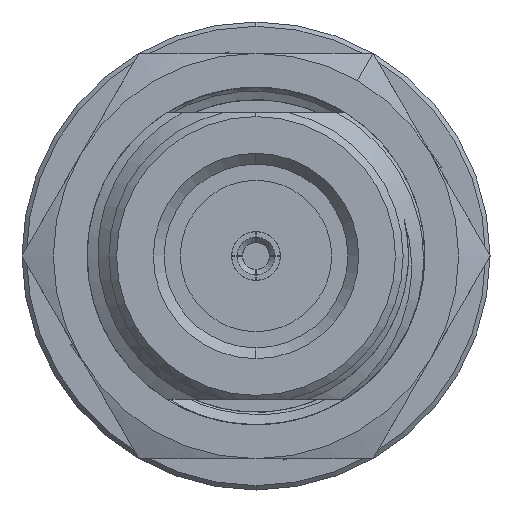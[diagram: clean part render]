
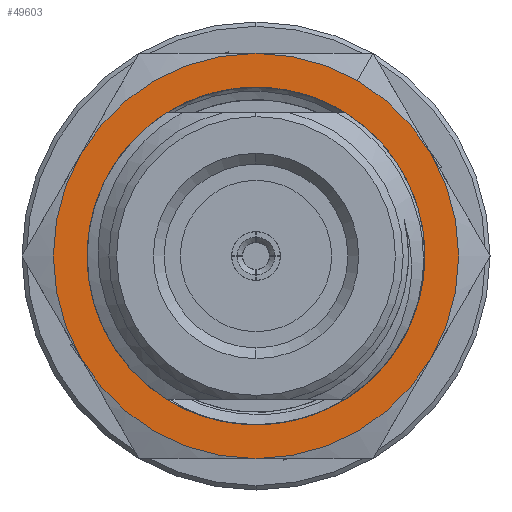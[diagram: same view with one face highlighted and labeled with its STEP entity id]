
A CAD part, left-side view. The second image highlights one B-rep face of the part: STEP entity #49603.
In plain terms, the highlighted planar face has unit normal (-1, 0, 0).
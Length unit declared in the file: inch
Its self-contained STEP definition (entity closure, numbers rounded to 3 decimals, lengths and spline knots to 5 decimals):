
#32 = FACE_BOUND ( 'NONE', #9494, .T. ) ;
#1240 = DIRECTION ( 'NONE',  ( 0., -0.5, 0.866 ) ) ;
#1927 = AXIS2_PLACEMENT_3D ( 'NONE', #8818, #5492, #13767 ) ;
#2087 = ORIENTED_EDGE ( 'NONE', *, *, #18989, .T. ) ;
#2195 = DIRECTION ( 'NONE',  ( 0., -0.5, 0.866 ) ) ;
#3737 = VERTEX_POINT ( 'NONE', #42433 ) ;
#4002 = VERTEX_POINT ( 'NONE', #32614 ) ;
#4685 = CARTESIAN_POINT ( 'NONE',  ( 0.50314, 0., 0. ) ) ;
#5274 = CIRCLE ( 'NONE', #48457, 0.3125 ) ;
#5492 = DIRECTION ( 'NONE',  ( -1., 0., 0. ) ) ;
#5807 = CARTESIAN_POINT ( 'NONE',  ( 0.50314, 0.32476, -0.1875 ) ) ;
#6470 = CARTESIAN_POINT ( 'NONE',  ( 0.50314, -0.32476, -0.1875 ) ) ;
#7029 = EDGE_CURVE ( 'NONE', #33785, #31569, #13273, .T. ) ;
#7757 = CARTESIAN_POINT ( 'NONE',  ( 0.50314, 0., 0. ) ) ;
#8818 = CARTESIAN_POINT ( 'NONE',  ( 0.50314, 0., 0. ) ) ;
#9494 = EDGE_LOOP ( 'NONE', ( #23766, #32717, #16978 ) ) ;
#10125 = CARTESIAN_POINT ( 'NONE',  ( 0.50314, 0., 0. ) ) ;
#12471 = DIRECTION ( 'NONE',  ( 0., -0.5, 0.866 ) ) ;
#12608 = VERTEX_POINT ( 'NONE', #16932 ) ;
#12959 = DIRECTION ( 'NONE',  ( -1., 0., 0. ) ) ;
#13273 = CIRCLE ( 'NONE', #50317, 0.375 ) ;
#13353 = CIRCLE ( 'NONE', #36247, 0.375 ) ;
#13767 = DIRECTION ( 'NONE',  ( 0., -0.5, 0.866 ) ) ;
#13826 = ORIENTED_EDGE ( 'NONE', *, *, #34914, .T. ) ;
#14056 = CIRCLE ( 'NONE', #47538, 0.3125 ) ;
#14079 = CARTESIAN_POINT ( 'NONE',  ( 0.50314, 0., 0. ) ) ;
#14806 = CARTESIAN_POINT ( 'NONE',  ( 0.50314, 0.32476, 0.1875 ) ) ;
#16838 = CARTESIAN_POINT ( 'NONE',  ( 0.50314, 0., 0.375 ) ) ;
#16932 = CARTESIAN_POINT ( 'NONE',  ( 0.50314, -0.1875, 0.32476 ) ) ;
#16978 = ORIENTED_EDGE ( 'NONE', *, *, #43459, .T. ) ;
#17909 = ORIENTED_EDGE ( 'NONE', *, *, #45167, .T. ) ;
#18402 = DIRECTION ( 'NONE',  ( 1., 0., 0. ) ) ;
#18628 = CARTESIAN_POINT ( 'NONE',  ( 0.50314, 0., 0. ) ) ;
#18788 = DIRECTION ( 'NONE',  ( 1., 0., 0. ) ) ;
#18989 = EDGE_CURVE ( 'NONE', #24715, #38577, #28389, .T. ) ;
#19333 = CIRCLE ( 'NONE', #27377, 0.375 ) ;
#19409 = CARTESIAN_POINT ( 'NONE',  ( 0.50314, 0.11635, -0.29003 ) ) ;
#20744 = FACE_OUTER_BOUND ( 'NONE', #27642, .T. ) ;
#21288 = DIRECTION ( 'NONE',  ( 0., 1., 0. ) ) ;
#21908 = EDGE_CURVE ( 'NONE', #29270, #52667, #5274, .T. ) ;
#23766 = ORIENTED_EDGE ( 'NONE', *, *, #21908, .T. ) ;
#24622 = CARTESIAN_POINT ( 'NONE',  ( 0.50314, 0., -0.375 ) ) ;
#24715 = VERTEX_POINT ( 'NONE', #24622 ) ;
#27180 = DIRECTION ( 'NONE',  ( -1., 0., 0. ) ) ;
#27377 = AXIS2_PLACEMENT_3D ( 'NONE', #14079, #18788, #36153 ) ;
#27642 = EDGE_LOOP ( 'NONE', ( #51015, #17909, #49632, #45205, #13826, #2087, #43084 ) ) ;
#27727 = DIRECTION ( 'NONE',  ( 0., -0.5, 0.866 ) ) ;
#27928 = DIRECTION ( 'NONE',  ( 0., -0.5, 0.866 ) ) ;
#28389 = CIRCLE ( 'NONE', #1927, 0.375 ) ;
#28552 = DIRECTION ( 'NONE',  ( -1., 0., 0. ) ) ;
#29032 = CARTESIAN_POINT ( 'NONE',  ( 0.50314, 0., 0. ) ) ;
#29207 = CIRCLE ( 'NONE', #49499, 0.375 ) ;
#29270 = VERTEX_POINT ( 'NONE', #19409 ) ;
#29570 = DIRECTION ( 'NONE',  ( 1., 0., 0. ) ) ;
#30069 = DIRECTION ( 'NONE',  ( 0., -0.5, 0.866 ) ) ;
#31108 = DIRECTION ( 'NONE',  ( 0., -0.5, 0.866 ) ) ;
#31569 = VERTEX_POINT ( 'NONE', #14806 ) ;
#31730 = DIRECTION ( 'NONE',  ( 1., 0., 0. ) ) ;
#32072 = DIRECTION ( 'NONE',  ( -1., 0., 0. ) ) ;
#32614 = CARTESIAN_POINT ( 'NONE',  ( 0.50314, 0.28735, -0.12282 ) ) ;
#32717 = ORIENTED_EDGE ( 'NONE', *, *, #44146, .T. ) ;
#33282 = CARTESIAN_POINT ( 'NONE',  ( 0.50314, 0., 0. ) ) ;
#33785 = VERTEX_POINT ( 'NONE', #16838 ) ;
#34247 = CARTESIAN_POINT ( 'NONE',  ( 0.50314, 0., 0. ) ) ;
#34914 = EDGE_CURVE ( 'NONE', #50831, #24715, #29207, .T. ) ;
#35316 = EDGE_CURVE ( 'NONE', #3737, #12608, #13353, .T. ) ;
#35671 = CARTESIAN_POINT ( 'NONE',  ( 0.50314, 0.15625, -0.27063 ) ) ;
#36110 = AXIS2_PLACEMENT_3D ( 'NONE', #34247, #50554, #12471 ) ;
#36153 = DIRECTION ( 'NONE',  ( 0., -0.5, 0.866 ) ) ;
#36247 = AXIS2_PLACEMENT_3D ( 'NONE', #18628, #27180, #1240 ) ;
#38577 = VERTEX_POINT ( 'NONE', #6470 ) ;
#38710 = CIRCLE ( 'NONE', #49341, 0.3125 ) ;
#38734 = CIRCLE ( 'NONE', #36110, 0.375 ) ;
#42433 = CARTESIAN_POINT ( 'NONE',  ( 0.50314, -0.32476, 0.1875 ) ) ;
#43084 = ORIENTED_EDGE ( 'NONE', *, *, #50820, .F. ) ;
#43459 = EDGE_CURVE ( 'NONE', #4002, #29270, #38710, .T. ) ;
#44146 = EDGE_CURVE ( 'NONE', #52667, #4002, #14056, .T. ) ;
#45167 = EDGE_CURVE ( 'NONE', #12608, #33785, #48420, .T. ) ;
#45205 = ORIENTED_EDGE ( 'NONE', *, *, #53625, .T. ) ;
#47538 = AXIS2_PLACEMENT_3D ( 'NONE', #33282, #31730, #2195 ) ;
#48404 = AXIS2_PLACEMENT_3D ( 'NONE', #29032, #29570, #21288 ) ;
#48420 = CIRCLE ( 'NONE', #51062, 0.375 ) ;
#48457 = AXIS2_PLACEMENT_3D ( 'NONE', #7757, #53297, #50250 ) ;
#48627 = CARTESIAN_POINT ( 'NONE',  ( 0.50314, 0., 0. ) ) ;
#49341 = AXIS2_PLACEMENT_3D ( 'NONE', #10125, #18402, #31108 ) ;
#49499 = AXIS2_PLACEMENT_3D ( 'NONE', #49791, #28552, #27727 ) ;
#49603 = ADVANCED_FACE ( 'NONE', ( #32, #20744 ), #54128, .F. ) ;
#49632 = ORIENTED_EDGE ( 'NONE', *, *, #7029, .T. ) ;
#49791 = CARTESIAN_POINT ( 'NONE',  ( 0.50314, 0., 0. ) ) ;
#50250 = DIRECTION ( 'NONE',  ( 0., -0.5, 0.866 ) ) ;
#50317 = AXIS2_PLACEMENT_3D ( 'NONE', #4685, #12959, #30069 ) ;
#50554 = DIRECTION ( 'NONE',  ( -1., 0., 0. ) ) ;
#50820 = EDGE_CURVE ( 'NONE', #3737, #38577, #19333, .T. ) ;
#50831 = VERTEX_POINT ( 'NONE', #5807 ) ;
#51015 = ORIENTED_EDGE ( 'NONE', *, *, #35316, .T. ) ;
#51062 = AXIS2_PLACEMENT_3D ( 'NONE', #48627, #32072, #27928 ) ;
#52667 = VERTEX_POINT ( 'NONE', #35671 ) ;
#53297 = DIRECTION ( 'NONE',  ( 1., 0., 0. ) ) ;
#53625 = EDGE_CURVE ( 'NONE', #31569, #50831, #38734, .T. ) ;
#54128 = PLANE ( 'NONE',  #48404 ) ;
